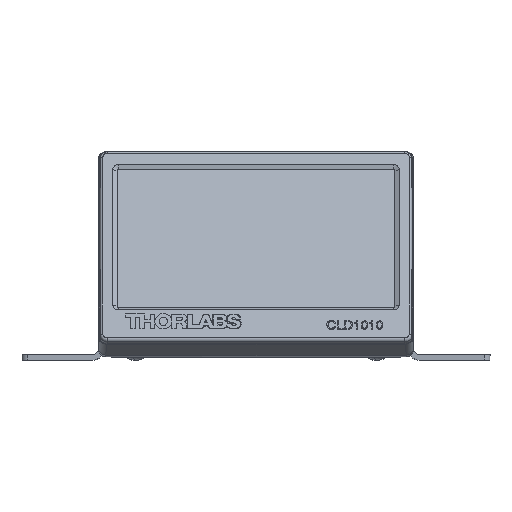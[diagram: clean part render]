
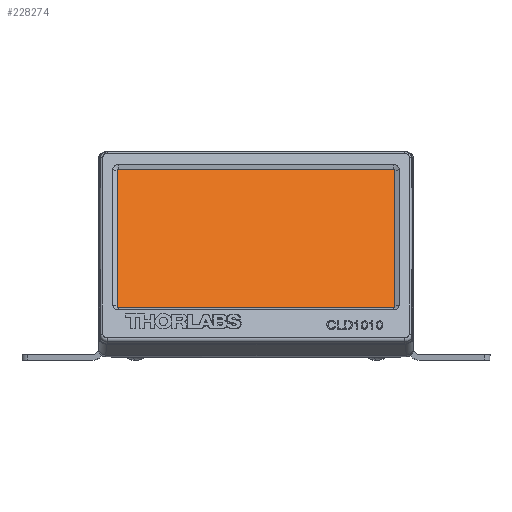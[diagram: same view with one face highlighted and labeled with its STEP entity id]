
A CAD part, top view. The second image highlights one B-rep face of the part: STEP entity #228274.
In plain terms, the highlighted planar face has unit normal (0, 0.5, 0.866).
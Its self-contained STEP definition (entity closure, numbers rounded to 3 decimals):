
#5708 = LINE ( 'NONE', #13795, #249758 ) ;
#12940 = LINE ( 'NONE', #48136, #75749 ) ;
#13795 = CARTESIAN_POINT ( 'NONE',  ( 104.85, 12.232, 145.462 ) ) ;
#23401 = ORIENTED_EDGE ( 'NONE', *, *, #189532, .T. ) ;
#24746 = ORIENTED_EDGE ( 'NONE', *, *, #27518, .T. ) ;
#27518 = EDGE_CURVE ( 'NONE', #134163, #210067, #5708, .T. ) ;
#32233 = EDGE_LOOP ( 'NONE', ( #160779, #23401, #24746, #55855 ) ) ;
#33147 = DIRECTION ( 'NONE',  ( 1., 0., 0. ) ) ;
#48136 = CARTESIAN_POINT ( 'NONE',  ( 0.15, 12.232, 145.462 ) ) ;
#49808 = CARTESIAN_POINT ( 'NONE',  ( 104.85, 68.004, 113.262 ) ) ;
#55855 = ORIENTED_EDGE ( 'NONE', *, *, #91786, .T. ) ;
#61203 = DIRECTION ( 'NONE',  ( 0., 0.866, -0.5 ) ) ;
#75749 = VECTOR ( 'NONE', #95716, 1000. ) ;
#81934 = VECTOR ( 'NONE', #33147, 1000. ) ;
#86030 = EDGE_CURVE ( 'NONE', #174081, #168779, #12940, .T. ) ;
#91786 = EDGE_CURVE ( 'NONE', #210067, #174081, #196763, .T. ) ;
#95716 = DIRECTION ( 'NONE',  ( 0., -0.866, 0.5 ) ) ;
#125948 = PLANE ( 'NONE',  #204226 ) ;
#126976 = CARTESIAN_POINT ( 'NONE',  ( 105.25, 10.154, 146.662 ) ) ;
#133783 = VECTOR ( 'NONE', #155138, 1000. ) ;
#134163 = VERTEX_POINT ( 'NONE', #278690 ) ;
#143241 = CARTESIAN_POINT ( 'NONE',  ( 0.15, 68.004, 113.262 ) ) ;
#150836 = DIRECTION ( 'NONE',  ( 1., 0., 0. ) ) ;
#155138 = DIRECTION ( 'NONE',  ( -1., 0., 0. ) ) ;
#160779 = ORIENTED_EDGE ( 'NONE', *, *, #86030, .T. ) ;
#168779 = VERTEX_POINT ( 'NONE', #291729 ) ;
#174081 = VERTEX_POINT ( 'NONE', #143241 ) ;
#178945 = CARTESIAN_POINT ( 'NONE',  ( 0.15, 68.004, 113.262 ) ) ;
#189532 = EDGE_CURVE ( 'NONE', #168779, #134163, #207748, .T. ) ;
#196763 = LINE ( 'NONE', #178945, #133783 ) ;
#199523 = CARTESIAN_POINT ( 'NONE',  ( 0.15, 12.232, 145.462 ) ) ;
#204226 = AXIS2_PLACEMENT_3D ( 'NONE', #126976, #292390, #150836 ) ;
#207748 = LINE ( 'NONE', #199523, #81934 ) ;
#210067 = VERTEX_POINT ( 'NONE', #49808 ) ;
#228274 = ADVANCED_FACE ( 'NONE', ( #254509 ), #125948, .T. ) ;
#249758 = VECTOR ( 'NONE', #61203, 1000. ) ;
#254509 = FACE_OUTER_BOUND ( 'NONE', #32233, .T. ) ;
#278690 = CARTESIAN_POINT ( 'NONE',  ( 104.85, 12.232, 145.462 ) ) ;
#291729 = CARTESIAN_POINT ( 'NONE',  ( 0.15, 12.232, 145.462 ) ) ;
#292390 = DIRECTION ( 'NONE',  ( 0., 0.5, 0.866 ) ) ;
